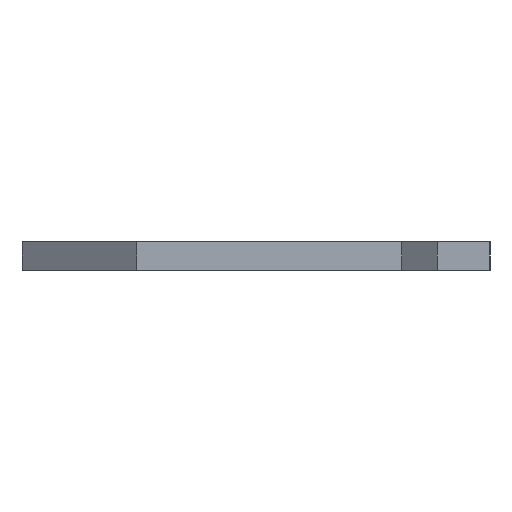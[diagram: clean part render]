
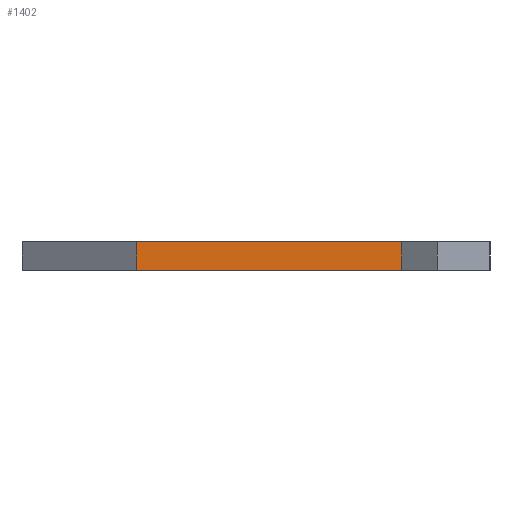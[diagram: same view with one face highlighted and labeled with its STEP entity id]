
A CAD part, left-side view. The second image highlights one B-rep face of the part: STEP entity #1402.
In plain terms, the highlighted planar face has unit normal (-1, -0.017, 0).
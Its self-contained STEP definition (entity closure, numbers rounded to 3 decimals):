
#160 = VERTEX_POINT('',#161);
#161 = CARTESIAN_POINT('',(17.875,-95.,0.));
#167 = EDGE_CURVE('',#168,#160,#170,.T.);
#168 = VERTEX_POINT('',#169);
#169 = CARTESIAN_POINT('',(18.125,-110.,0.));
#170 = LINE('',#171,#172);
#171 = CARTESIAN_POINT('',(18.125,-110.,0.));
#172 = VECTOR('',#173,1.);
#173 = DIRECTION('',(-0.017,1.,0.));
#750 = VERTEX_POINT('',#751);
#751 = CARTESIAN_POINT('',(17.875,-95.,1.6));
#757 = EDGE_CURVE('',#758,#750,#760,.T.);
#758 = VERTEX_POINT('',#759);
#759 = CARTESIAN_POINT('',(18.125,-110.,1.6));
#760 = LINE('',#761,#762);
#761 = CARTESIAN_POINT('',(18.125,-110.,1.6));
#762 = VECTOR('',#763,1.);
#763 = DIRECTION('',(-0.017,1.,0.));
#1374 = EDGE_CURVE('',#168,#758,#1375,.T.);
#1375 = LINE('',#1376,#1377);
#1376 = CARTESIAN_POINT('',(18.125,-110.,0.));
#1377 = VECTOR('',#1378,1.);
#1378 = DIRECTION('',(0.,0.,1.));
#1389 = EDGE_CURVE('',#160,#750,#1390,.T.);
#1390 = LINE('',#1391,#1392);
#1391 = CARTESIAN_POINT('',(17.875,-95.,0.));
#1392 = VECTOR('',#1393,1.);
#1393 = DIRECTION('',(0.,0.,1.));
#1402 = ADVANCED_FACE('',(#1403),#1409,.T.);
#1403 = FACE_BOUND('',#1404,.T.);
#1404 = EDGE_LOOP('',(#1405,#1406,#1407,#1408));
#1405 = ORIENTED_EDGE('',*,*,#1374,.T.);
#1406 = ORIENTED_EDGE('',*,*,#757,.T.);
#1407 = ORIENTED_EDGE('',*,*,#1389,.F.);
#1408 = ORIENTED_EDGE('',*,*,#167,.F.);
#1409 = PLANE('',#1410);
#1410 = AXIS2_PLACEMENT_3D('',#1411,#1412,#1413);
#1411 = CARTESIAN_POINT('',(18.125,-110.,0.));
#1412 = DIRECTION('',(-1.,-0.017,0.));
#1413 = DIRECTION('',(-0.017,1.,0.));
